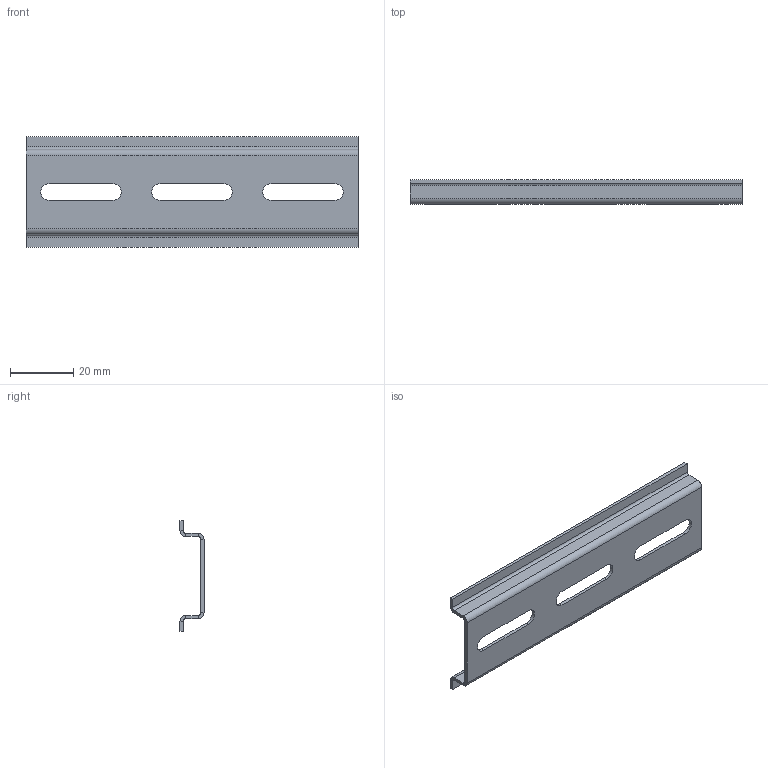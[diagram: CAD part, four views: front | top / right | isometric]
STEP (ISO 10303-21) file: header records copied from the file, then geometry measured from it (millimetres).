
FILE_DESCRIPTION((''),'2;1');
FILE_NAME('141604_SW','2008-08-08T',('banengservice'),('BANNER ENGINEERING'),'PRO/ENGINEER BY PARAMETRIC TECHNOLOGY CORPORATION, 2006170','PRO/ENGINEER BY PARAMETRIC TECHNOLOGY CORPORATION, 2006170','');
FILE_SCHEMA(('CONFIG_CONTROL_DESIGN'));
Length unit declared in the file: inch
Products named in the file (1): 141604_SW
Bounding box: 105 x 7.6 x 35 mm (x, y, z)
Volume: 4440.9 mm3; surface area: 9354.2 mm2
Topology: 1 solids, 1 shells, 50 faces, 112 edges, 64 vertices
Faces by surface type: plane 36, cylinder 14
Entity records: 1400 total; most frequent: DIRECTION 240, CARTESIAN_POINT 226, ORIENTED_EDGE 224, EDGE_CURVE 112, VECTOR 84, LINE 84, AXIS2_PLACEMENT_3D 78, VERTEX_POINT 64
